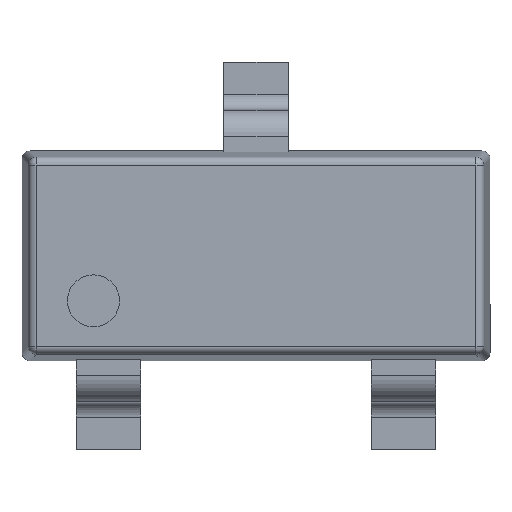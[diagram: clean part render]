
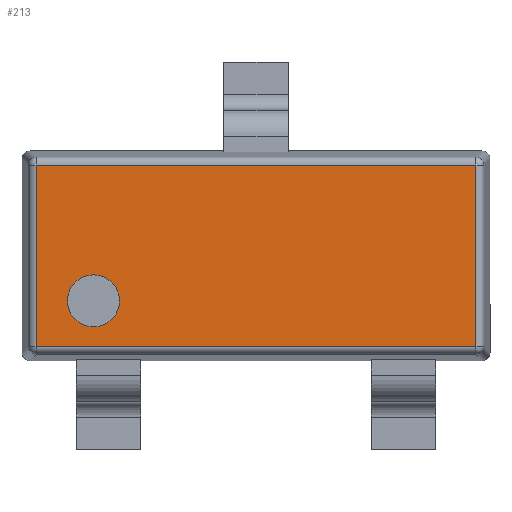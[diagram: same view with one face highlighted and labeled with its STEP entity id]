
A CAD part, top view. The second image highlights one B-rep face of the part: STEP entity #213.
In plain terms, the highlighted planar face has unit normal (0, 0, 1).
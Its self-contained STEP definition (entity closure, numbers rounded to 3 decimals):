
#33 = CARTESIAN_POINT ( 'NONE',  ( -0.846, -0.28, 0.6 ) ) ;
#107 = CIRCLE ( 'NONE', #3931, 0.161 ) ;
#148 = VERTEX_POINT ( 'NONE', #1557 ) ;
#213 = ADVANCED_FACE ( 'NONE', ( #6549, #2771 ), #4425, .T. ) ;
#237 = DIRECTION ( 'NONE',  ( 0., 0., 1. ) ) ;
#450 = CARTESIAN_POINT ( 'NONE',  ( -1.361, -0.561, 0.6 ) ) ;
#525 = EDGE_LOOP ( 'NONE', ( #6285, #6142, #2660, #755 ) ) ;
#543 = LINE ( 'NONE', #4204, #6362 ) ;
#701 = CARTESIAN_POINT ( 'NONE',  ( -1.408, 0.561, 0.6 ) ) ;
#755 = ORIENTED_EDGE ( 'NONE', *, *, #973, .T. ) ;
#787 = LINE ( 'NONE', #848, #4825 ) ;
#821 = CARTESIAN_POINT ( 'NONE',  ( -1.007, -0.28, 0.6 ) ) ;
#848 = CARTESIAN_POINT ( 'NONE',  ( 1.408, -0.561, 0.6 ) ) ;
#871 = CARTESIAN_POINT ( 'NONE',  ( 1.361, -0.561, 0.6 ) ) ;
#938 = AXIS2_PLACEMENT_3D ( 'NONE', #2845, #2806, #6480 ) ;
#973 = EDGE_CURVE ( 'NONE', #3943, #6341, #4394, .T. ) ;
#1258 = VERTEX_POINT ( 'NONE', #33 ) ;
#1396 = DIRECTION ( 'NONE',  ( 1., 0., 0. ) ) ;
#1557 = CARTESIAN_POINT ( 'NONE',  ( 1.361, 0.561, 0.6 ) ) ;
#1676 = LINE ( 'NONE', #701, #5543 ) ;
#1694 = ORIENTED_EDGE ( 'NONE', *, *, #2533, .F. ) ;
#2149 = VERTEX_POINT ( 'NONE', #4567 ) ;
#2234 = CARTESIAN_POINT ( 'NONE',  ( -1.361, -0.608, 0.6 ) ) ;
#2261 = EDGE_CURVE ( 'NONE', #5822, #148, #543, .T. ) ;
#2486 = DIRECTION ( 'NONE',  ( 1., 0., 0. ) ) ;
#2533 = EDGE_CURVE ( 'NONE', #2149, #1258, #3224, .T. ) ;
#2660 = ORIENTED_EDGE ( 'NONE', *, *, #6056, .T. ) ;
#2677 = DIRECTION ( 'NONE',  ( 0., 1., 0. ) ) ;
#2771 = FACE_BOUND ( 'NONE', #4973, .T. ) ;
#2806 = DIRECTION ( 'NONE',  ( 0., 0., 1. ) ) ;
#2845 = CARTESIAN_POINT ( 'NONE',  ( -1.007, -0.28, 0.6 ) ) ;
#3192 = AXIS2_PLACEMENT_3D ( 'NONE', #4900, #237, #4458 ) ;
#3224 = CIRCLE ( 'NONE', #938, 0.161 ) ;
#3239 = EDGE_CURVE ( 'NONE', #1258, #2149, #107, .T. ) ;
#3281 = ORIENTED_EDGE ( 'NONE', *, *, #3239, .F. ) ;
#3619 = VECTOR ( 'NONE', #6376, 1000. ) ;
#3931 = AXIS2_PLACEMENT_3D ( 'NONE', #821, #4541, #2486 ) ;
#3943 = VERTEX_POINT ( 'NONE', #5075 ) ;
#4204 = CARTESIAN_POINT ( 'NONE',  ( 1.361, 0.608, 0.6 ) ) ;
#4394 = LINE ( 'NONE', #2234, #3619 ) ;
#4425 = PLANE ( 'NONE',  #3192 ) ;
#4458 = DIRECTION ( 'NONE',  ( 1., 0., 0. ) ) ;
#4541 = DIRECTION ( 'NONE',  ( 0., 0., 1. ) ) ;
#4567 = CARTESIAN_POINT ( 'NONE',  ( -1.168, -0.28, 0.6 ) ) ;
#4825 = VECTOR ( 'NONE', #1396, 1000. ) ;
#4900 = CARTESIAN_POINT ( 'NONE',  ( 0., 0., 0.6 ) ) ;
#4964 = EDGE_CURVE ( 'NONE', #6341, #5822, #787, .T. ) ;
#4973 = EDGE_LOOP ( 'NONE', ( #3281, #1694 ) ) ;
#5075 = CARTESIAN_POINT ( 'NONE',  ( -1.361, 0.561, 0.6 ) ) ;
#5543 = VECTOR ( 'NONE', #5831, 1000. ) ;
#5822 = VERTEX_POINT ( 'NONE', #871 ) ;
#5831 = DIRECTION ( 'NONE',  ( -1., 0., 0. ) ) ;
#6056 = EDGE_CURVE ( 'NONE', #148, #3943, #1676, .T. ) ;
#6142 = ORIENTED_EDGE ( 'NONE', *, *, #2261, .T. ) ;
#6285 = ORIENTED_EDGE ( 'NONE', *, *, #4964, .T. ) ;
#6341 = VERTEX_POINT ( 'NONE', #450 ) ;
#6362 = VECTOR ( 'NONE', #2677, 1000. ) ;
#6376 = DIRECTION ( 'NONE',  ( 0., -1., 0. ) ) ;
#6480 = DIRECTION ( 'NONE',  ( 1., 0., 0. ) ) ;
#6549 = FACE_OUTER_BOUND ( 'NONE', #525, .T. ) ;
